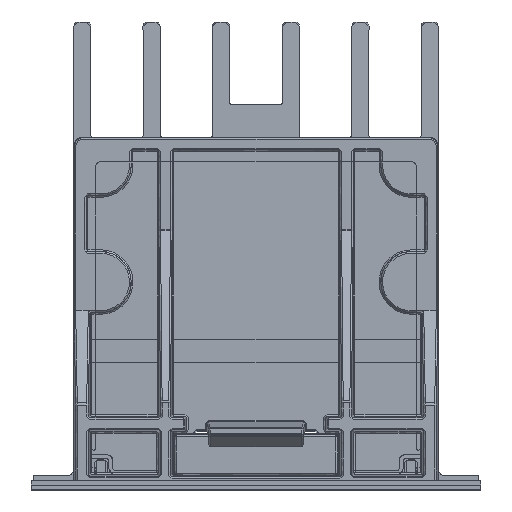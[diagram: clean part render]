
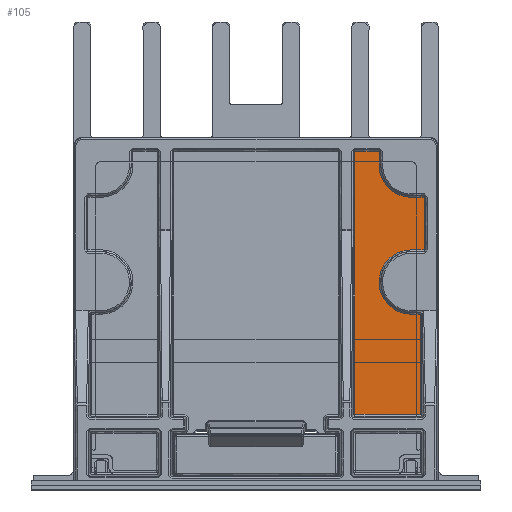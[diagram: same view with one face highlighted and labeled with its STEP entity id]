
A CAD part, front view. The second image highlights one B-rep face of the part: STEP entity #105.
In plain terms, the highlighted planar face has unit normal (0, -1, 0).
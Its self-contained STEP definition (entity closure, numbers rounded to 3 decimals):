
#105=ADVANCED_FACE('',(#1201),#15880,.T.);
#1201=FACE_OUTER_BOUND('',#2300,.T.);
#2300=EDGE_LOOP('',(#3699,#3700,#3701,#3702,#3703,#3704,#3705,#3706,#3707,
#3708,#3709));
#3699=ORIENTED_EDGE('',*,*,#8681,.T.);
#3700=ORIENTED_EDGE('',*,*,#8689,.T.);
#3701=ORIENTED_EDGE('',*,*,#9016,.T.);
#3702=ORIENTED_EDGE('',*,*,#8688,.T.);
#3703=ORIENTED_EDGE('',*,*,#8687,.T.);
#3704=ORIENTED_EDGE('',*,*,#8686,.T.);
#3705=ORIENTED_EDGE('',*,*,#9011,.T.);
#3706=ORIENTED_EDGE('',*,*,#8685,.T.);
#3707=ORIENTED_EDGE('',*,*,#8684,.T.);
#3708=ORIENTED_EDGE('',*,*,#8683,.T.);
#3709=ORIENTED_EDGE('',*,*,#8682,.T.);
#8681=EDGE_CURVE('',#13772,#13773,#12473,.T.);
#8682=EDGE_CURVE('',#13774,#13772,#12474,.T.);
#8683=EDGE_CURVE('',#13775,#13774,#12475,.T.);
#8684=EDGE_CURVE('',#13776,#13775,#12476,.T.);
#8685=EDGE_CURVE('',#13777,#13776,#12477,.T.);
#8686=EDGE_CURVE('',#13779,#13778,#12478,.T.);
#8687=EDGE_CURVE('',#13780,#13779,#12479,.T.);
#8688=EDGE_CURVE('',#13781,#13780,#12480,.T.);
#8689=EDGE_CURVE('',#13773,#13782,#12481,.T.);
#9011=EDGE_CURVE('',#13778,#13777,#11175,.T.);
#9016=EDGE_CURVE('',#13782,#13781,#11180,.T.);
#11175=(
BOUNDED_CURVE()
B_SPLINE_CURVE(2,(#26680,#26681,#26682),.UNSPECIFIED.,.F.,.F.)
B_SPLINE_CURVE_WITH_KNOTS((3,3),(-6.199,0.),.UNSPECIFIED.)
CURVE()
GEOMETRIC_REPRESENTATION_ITEM()
RATIONAL_B_SPLINE_CURVE((1.,0.707,1.))
REPRESENTATION_ITEM('')
);
#11180=(
BOUNDED_CURVE()
B_SPLINE_CURVE(2,(#26695,#26696,#26697,#26698,#26699),.UNSPECIFIED.,.F.,
 .F.)
B_SPLINE_CURVE_WITH_KNOTS((3,2,3),(-12.399,-6.199,
0.),.UNSPECIFIED.)
CURVE()
GEOMETRIC_REPRESENTATION_ITEM()
RATIONAL_B_SPLINE_CURVE((1.,0.707,1.,0.707,1.))
REPRESENTATION_ITEM('')
);
#12473=B_SPLINE_CURVE_WITH_KNOTS('',1,(#25851,#25852),.UNSPECIFIED.,.F.,
 .F.,(2,2),(-12.25,0.),.UNSPECIFIED.);
#12474=B_SPLINE_CURVE_WITH_KNOTS('',1,(#25853,#25854),.UNSPECIFIED.,.F.,
 .F.,(2,2),(-7.991,0.),.UNSPECIFIED.);
#12475=B_SPLINE_CURVE_WITH_KNOTS('',1,(#25855,#25856),.UNSPECIFIED.,.F.,
 .F.,(2,2),(-32.169,0.),.UNSPECIFIED.);
#12476=B_SPLINE_CURVE_WITH_KNOTS('',1,(#25857,#25858),.UNSPECIFIED.,.F.,
 .F.,(2,2),(-2.948,0.),.UNSPECIFIED.);
#12477=B_SPLINE_CURVE_WITH_KNOTS('',1,(#25859,#25860),.UNSPECIFIED.,.F.,
 .F.,(2,2),(-1.672,0.),.UNSPECIFIED.);
#12478=B_SPLINE_CURVE_WITH_KNOTS('',1,(#25861,#25862),.UNSPECIFIED.,.F.,
 .F.,(2,2),(-1.572,0.),.UNSPECIFIED.);
#12479=B_SPLINE_CURVE_WITH_KNOTS('',1,(#25863,#25864),.UNSPECIFIED.,.F.,
 .F.,(2,2),(-6.407,0.),.UNSPECIFIED.);
#12480=B_SPLINE_CURVE_WITH_KNOTS('',1,(#25865,#25866),.UNSPECIFIED.,.F.,
 .F.,(2,2),(-1.572,0.),.UNSPECIFIED.);
#12481=B_SPLINE_CURVE_WITH_KNOTS('',1,(#25867,#25868),.UNSPECIFIED.,.F.,
 .F.,(2,2),(-1.096,0.),.UNSPECIFIED.);
#13772=VERTEX_POINT('',#24923);
#13773=VERTEX_POINT('',#24924);
#13774=VERTEX_POINT('',#24925);
#13775=VERTEX_POINT('',#24926);
#13776=VERTEX_POINT('',#24927);
#13777=VERTEX_POINT('',#24928);
#13778=VERTEX_POINT('',#24929);
#13779=VERTEX_POINT('',#24930);
#13780=VERTEX_POINT('',#24931);
#13781=VERTEX_POINT('',#24932);
#13782=VERTEX_POINT('',#24933);
#15880=PLANE('',#16246);
#16246=AXIS2_PLACEMENT_3D('',#17373,#16528,$);
#16528=DIRECTION('',(0.,-1.,0.));
#17373=CARTESIAN_POINT('',(10.649,-1224.166,-1180.382));
#24923=CARTESIAN_POINT('',(20.096,-1224.166,-1176.555));
#24924=CARTESIAN_POINT('',(20.096,-1224.166,-1164.306));
#24925=CARTESIAN_POINT('',(12.106,-1224.166,-1176.555));
#24926=CARTESIAN_POINT('',(12.106,-1224.166,-1144.387));
#24927=CARTESIAN_POINT('',(15.053,-1224.166,-1144.387));
#24928=CARTESIAN_POINT('',(15.053,-1224.166,-1146.059));
#24929=CARTESIAN_POINT('',(19.,-1224.166,-1150.006));
#24930=CARTESIAN_POINT('',(20.572,-1224.166,-1150.006));
#24931=CARTESIAN_POINT('',(20.572,-1224.166,-1156.412));
#24932=CARTESIAN_POINT('',(19.,-1224.166,-1156.412));
#24933=CARTESIAN_POINT('',(19.,-1224.166,-1164.306));
#25851=CARTESIAN_POINT('',(20.096,-1224.166,-1176.555));
#25852=CARTESIAN_POINT('',(20.096,-1224.166,-1164.306));
#25853=CARTESIAN_POINT('',(12.106,-1224.166,-1176.555));
#25854=CARTESIAN_POINT('',(20.096,-1224.166,-1176.555));
#25855=CARTESIAN_POINT('',(12.106,-1224.166,-1144.387));
#25856=CARTESIAN_POINT('',(12.106,-1224.166,-1176.555));
#25857=CARTESIAN_POINT('',(15.053,-1224.166,-1144.387));
#25858=CARTESIAN_POINT('',(12.106,-1224.166,-1144.387));
#25859=CARTESIAN_POINT('',(15.053,-1224.166,-1146.059));
#25860=CARTESIAN_POINT('',(15.053,-1224.166,-1144.387));
#25861=CARTESIAN_POINT('',(20.572,-1224.166,-1150.006));
#25862=CARTESIAN_POINT('',(19.,-1224.166,-1150.006));
#25863=CARTESIAN_POINT('',(20.572,-1224.166,-1156.412));
#25864=CARTESIAN_POINT('',(20.572,-1224.166,-1150.006));
#25865=CARTESIAN_POINT('',(19.,-1224.166,-1156.412));
#25866=CARTESIAN_POINT('',(20.572,-1224.166,-1156.412));
#25867=CARTESIAN_POINT('',(20.096,-1224.166,-1164.306));
#25868=CARTESIAN_POINT('',(19.,-1224.166,-1164.306));
#26680=CARTESIAN_POINT('',(19.,-1224.166,-1150.006));
#26681=CARTESIAN_POINT('',(15.053,-1224.166,-1150.006));
#26682=CARTESIAN_POINT('',(15.053,-1224.166,-1146.059));
#26695=CARTESIAN_POINT('',(19.,-1224.166,-1164.306));
#26696=CARTESIAN_POINT('',(15.053,-1224.166,-1164.306));
#26697=CARTESIAN_POINT('',(15.053,-1224.166,-1160.359));
#26698=CARTESIAN_POINT('',(15.053,-1224.166,-1156.412));
#26699=CARTESIAN_POINT('',(19.,-1224.166,-1156.412));
